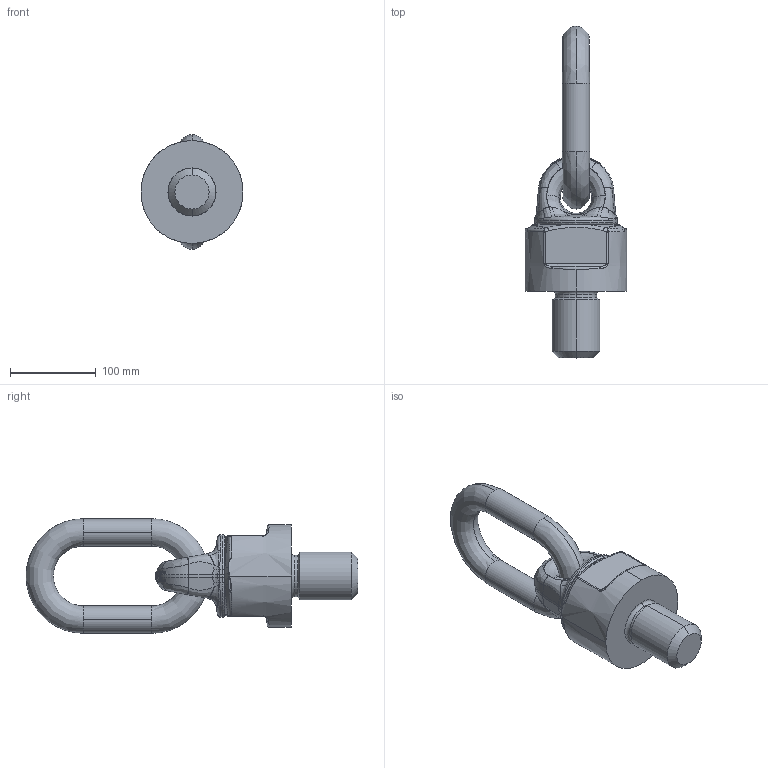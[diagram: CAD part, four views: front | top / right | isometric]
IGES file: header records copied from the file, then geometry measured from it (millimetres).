
Start section: 3D InterOp IGES (Version 26 1 0), Spatial Corp. Copyright (c) 1999-2007.
Global section: file name: c8001505678.igs; native system: Spatial Corp.; preprocessor: 3D InterOp ACIS/IGES; author: TraceParts; organization: TraceParts S.A.; date: 20170622.114520; units: millimetre
Bounding box: 118.98 x 388 x 134 mm (x, y, z)
Surface area: 141857.7 mm2 (no closed solid volume)
Topology: 0 solids, 0 shells, 358 faces, 6269 edges, 6261 vertices
Faces by surface type: bspline 205, revolution 83, extrusion 70
